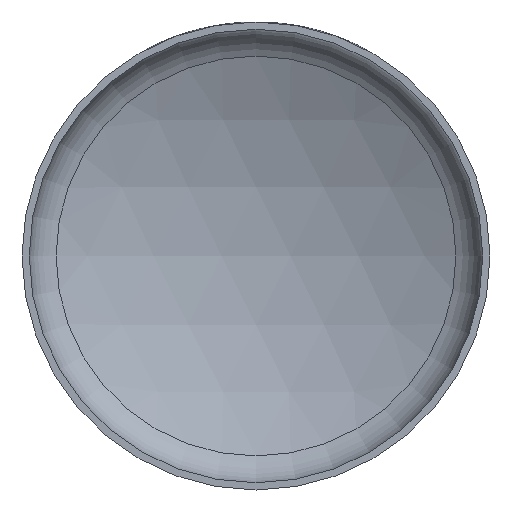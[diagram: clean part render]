
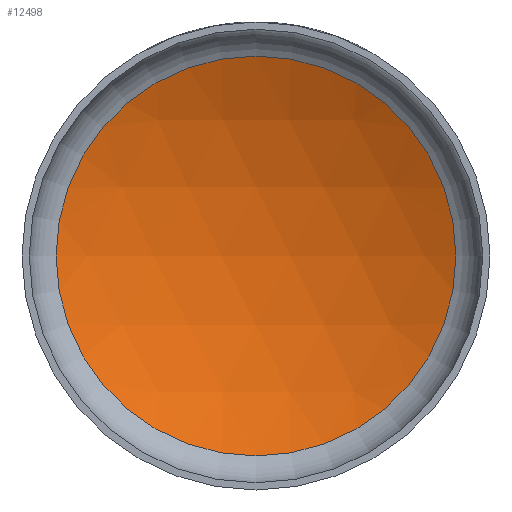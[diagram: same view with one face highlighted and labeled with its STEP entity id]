
A CAD part, front view. The second image highlights one B-rep face of the part: STEP entity #12498.
In plain terms, the highlighted spherical face has radius 193.7 mm.
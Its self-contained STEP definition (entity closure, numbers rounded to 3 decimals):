
#1826 = CARTESIAN_POINT ( 'NONE',  ( 0., 37.513, -82.756 ) ) ;
#2029 = CARTESIAN_POINT ( 'NONE',  ( 0., 37.513, 0. ) ) ;
#2486 = CARTESIAN_POINT ( 'NONE',  ( 0., -137.619, 0. ) ) ;
#4885 = SPHERICAL_SURFACE ( 'NONE', #24355, 193.7 ) ;
#6407 = DIRECTION ( 'NONE',  ( 0., -1., 0. ) ) ;
#6941 = FACE_OUTER_BOUND ( 'NONE', #23928, .T. ) ;
#8845 = ORIENTED_EDGE ( 'NONE', *, *, #19270, .T. ) ;
#12498 = ADVANCED_FACE ( 'NONE', ( #6941 ), #4885, .F. ) ;
#17362 = VERTEX_POINT ( 'NONE', #1826 ) ;
#19270 = EDGE_CURVE ( 'NONE', #17362, #17362, #28289, .T. ) ;
#20180 = DIRECTION ( 'NONE',  ( 1., 0., 0. ) ) ;
#22920 = DIRECTION ( 'NONE',  ( 0., 0., 1. ) ) ;
#23928 = EDGE_LOOP ( 'NONE', ( #8845 ) ) ;
#24355 = AXIS2_PLACEMENT_3D ( 'NONE', #2486, #22920, #20180 ) ;
#25830 = AXIS2_PLACEMENT_3D ( 'NONE', #2029, #6407, #28254 ) ;
#28254 = DIRECTION ( 'NONE',  ( 0., 0., -1. ) ) ;
#28289 = CIRCLE ( 'NONE', #25830, 82.756 ) ;
